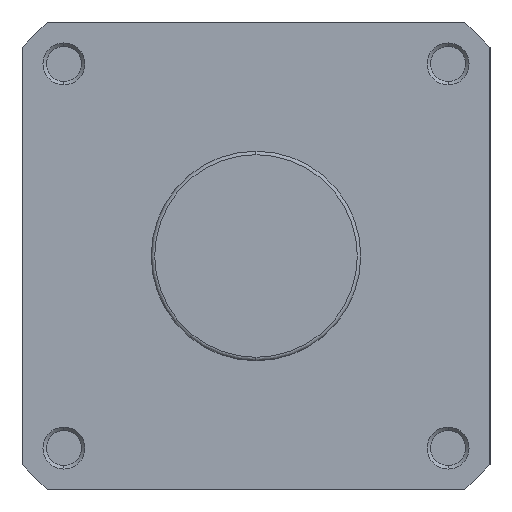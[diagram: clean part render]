
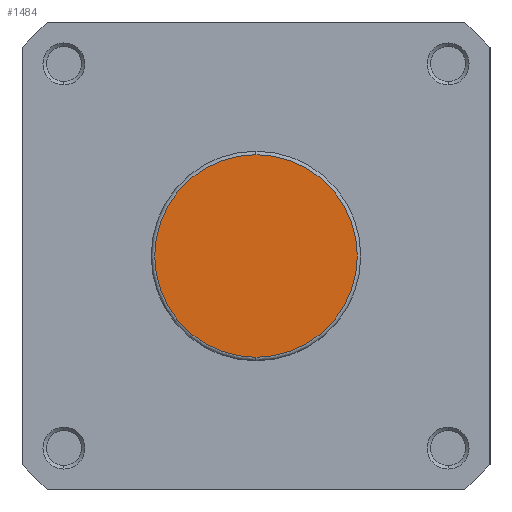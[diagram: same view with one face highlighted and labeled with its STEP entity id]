
A CAD part, left-side view. The second image highlights one B-rep face of the part: STEP entity #1484.
In plain terms, the highlighted planar face has unit normal (-1, 0, 0).
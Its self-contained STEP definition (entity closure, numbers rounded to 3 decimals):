
#341 = EDGE_CURVE ( 'NONE', #1982, #1983, #3692, .T. ) ;
#628 = AXIS2_PLACEMENT_3D ( 'NONE', #2611, #2612, #2613 ) ;
#832 = AXIS2_PLACEMENT_3D ( 'NONE', #4551, #4554, #4555 ) ;
#868 = AXIS2_PLACEMENT_3D ( 'NONE', #4928, #4941, #4942 ) ;
#996 = ORIENTED_EDGE ( 'NONE', *, *, #341, .T. ) ;
#1066 = ORIENTED_EDGE ( 'NONE', *, *, #1582, .T. ) ;
#1484 = ADVANCED_FACE ( 'NONE', ( #5314 ), #4552, .F. ) ;
#1582 = EDGE_CURVE ( 'NONE', #1983, #1982, #5540, .T. ) ;
#1713 = EDGE_LOOP ( 'NONE', ( #1066, #996 ) ) ;
#1982 = VERTEX_POINT ( 'NONE', #5116 ) ;
#1983 = VERTEX_POINT ( 'NONE', #5117 ) ;
#2611 = CARTESIAN_POINT ( 'NONE',  ( 0., 0., 0. ) ) ;
#2612 = DIRECTION ( 'NONE',  ( -1., 0., 0. ) ) ;
#2613 = DIRECTION ( 'NONE',  ( 0., 0., -1. ) ) ;
#3692 = CIRCLE ( 'NONE', #628, 29. ) ;
#4551 = CARTESIAN_POINT ( 'NONE',  ( 0., 30., 0. ) ) ;
#4552 = PLANE ( 'NONE',  #832 ) ;
#4554 = DIRECTION ( 'NONE',  ( 1., 0., 0. ) ) ;
#4555 = DIRECTION ( 'NONE',  ( 0., 0., -1. ) ) ;
#4928 = CARTESIAN_POINT ( 'NONE',  ( 0., 0., 0. ) ) ;
#4941 = DIRECTION ( 'NONE',  ( -1., 0., 0. ) ) ;
#4942 = DIRECTION ( 'NONE',  ( 0., 0., -1. ) ) ;
#5116 = CARTESIAN_POINT ( 'NONE',  ( 0., 0., 29. ) ) ;
#5117 = CARTESIAN_POINT ( 'NONE',  ( 0., 0., -29. ) ) ;
#5314 = FACE_OUTER_BOUND ( 'NONE', #1713, .T. ) ;
#5540 = CIRCLE ( 'NONE', #868, 29. ) ;
